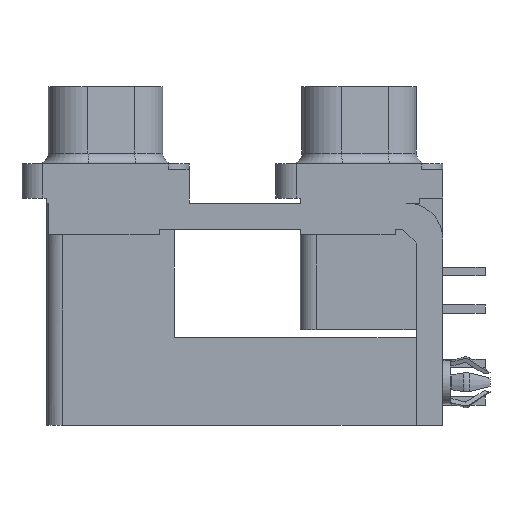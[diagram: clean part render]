
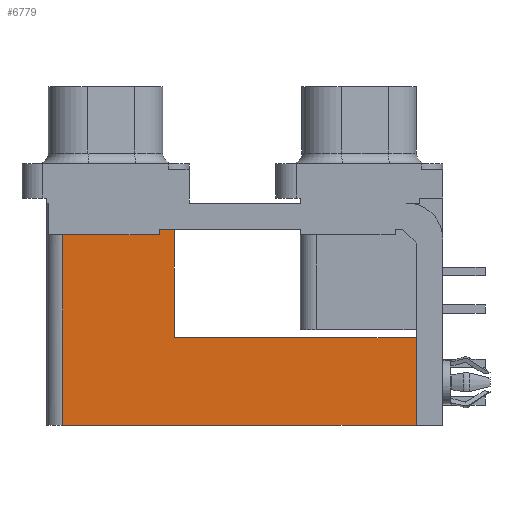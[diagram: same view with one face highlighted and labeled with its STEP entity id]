
A CAD part, left-side view. The second image highlights one B-rep face of the part: STEP entity #6779.
In plain terms, the highlighted planar face has unit normal (-1, 0, 0).
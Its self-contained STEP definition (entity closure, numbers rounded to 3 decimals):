
#229=DIRECTION('',(0.,1.,0.));
#230=VECTOR('',#229,8.4);
#231=CARTESIAN_POINT('',(-8.75,4.35,-10.75));
#232=LINE('',#231,#230);
#319=DIRECTION('',(0.,0.,-1.));
#320=VECTOR('',#319,14.7);
#321=CARTESIAN_POINT('',(-8.75,12.75,-10.75));
#322=LINE('',#321,#320);
#323=DIRECTION('',(0.,0.,-1.));
#324=VECTOR('',#323,8.1);
#325=CARTESIAN_POINT('',(-8.75,4.35,-10.75));
#326=LINE('',#325,#324);
#327=DIRECTION('',(0.,-1.,0.));
#328=VECTOR('',#327,18.15);
#329=CARTESIAN_POINT('',(-8.75,4.35,-18.85));
#330=LINE('',#329,#328);
#331=DIRECTION('',(0.,1.,0.));
#332=VECTOR('',#331,26.55);
#333=CARTESIAN_POINT('',(-8.75,-13.8,-25.45));
#334=LINE('',#333,#332);
#389=DIRECTION('',(0.,0.,1.));
#390=VECTOR('',#389,6.6);
#391=CARTESIAN_POINT('',(-8.75,-13.8,-25.45));
#392=LINE('',#391,#390);
#5268=CARTESIAN_POINT('',(-8.75,4.35,-18.85));
#5270=VERTEX_POINT('',#5268);
#5272=CARTESIAN_POINT('',(-8.75,-13.8,-18.85));
#5274=VERTEX_POINT('',#5272);
#5276=CARTESIAN_POINT('',(-8.75,4.35,-10.75));
#5278=VERTEX_POINT('',#5276);
#5280=CARTESIAN_POINT('',(-8.75,-13.8,-25.45));
#5281=VERTEX_POINT('',#5280);
#5818=CARTESIAN_POINT('',(-8.75,12.75,-25.45));
#5820=VERTEX_POINT('',#5818);
#5824=CARTESIAN_POINT('',(-8.75,12.75,-10.75));
#5825=VERTEX_POINT('',#5824);
#6763=CARTESIAN_POINT('',(-8.75,-15.8,-18.25));
#6764=DIRECTION('',(-1.,0.,0.));
#6765=DIRECTION('',(0.,1.,0.));
#6766=AXIS2_PLACEMENT_3D('',#6763,#6764,#6765);
#6767=PLANE('',#6766);
#6768=ORIENTED_EDGE('',*,*,#6638,.F.);
#6769=ORIENTED_EDGE('',*,*,#6710,.F.);
#6771=ORIENTED_EDGE('',*,*,#6770,.T.);
#6773=ORIENTED_EDGE('',*,*,#6772,.T.);
#6775=ORIENTED_EDGE('',*,*,#6774,.F.);
#6776=ORIENTED_EDGE('',*,*,#6609,.T.);
#6777=EDGE_LOOP('',(#6768,#6769,#6771,#6773,#6775,#6776));
#6778=FACE_OUTER_BOUND('',#6777,.F.);
#6779=ADVANCED_FACE('',(#6778),#6767,.T.);
#6609=EDGE_CURVE('',#5281,#5820,#334,.T.);
#6638=EDGE_CURVE('',#5825,#5820,#322,.T.);
#6710=EDGE_CURVE('',#5278,#5825,#232,.T.);
#6770=EDGE_CURVE('',#5278,#5270,#326,.T.);
#6772=EDGE_CURVE('',#5270,#5274,#330,.T.);
#6774=EDGE_CURVE('',#5281,#5274,#392,.T.);
